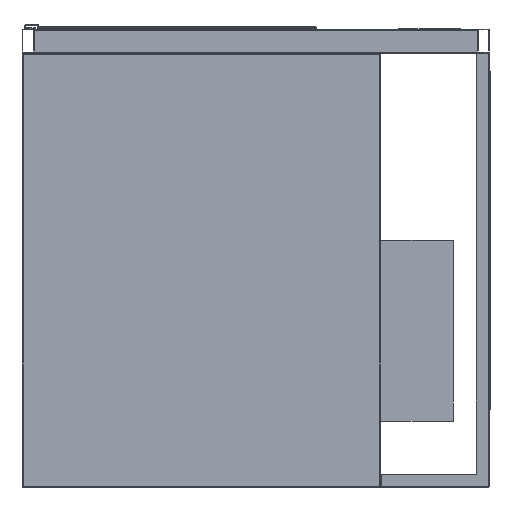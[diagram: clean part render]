
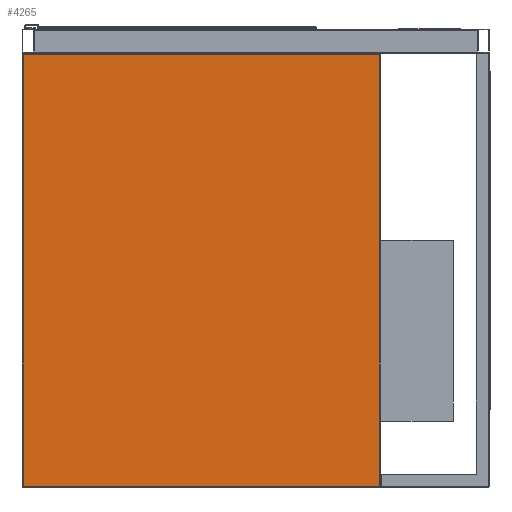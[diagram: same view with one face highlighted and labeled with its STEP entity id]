
A CAD part, front view. The second image highlights one B-rep face of the part: STEP entity #4265.
In plain terms, the highlighted planar face has unit normal (0, -1, 0).
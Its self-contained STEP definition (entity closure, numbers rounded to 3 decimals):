
#1237 = DIRECTION ( 'NONE',  ( -1., 0., 0. ) ) ;
#2188 = DIRECTION ( 'NONE',  ( 0., 0., -1. ) ) ;
#2384 = DIRECTION ( 'NONE',  ( 0., 0., 1. ) ) ;
#2539 = CARTESIAN_POINT ( 'NONE',  ( 295.5, -255., -760. ) ) ;
#2758 = ORIENTED_EDGE ( 'NONE', *, *, #13592, .T. ) ;
#2849 = AXIS2_PLACEMENT_3D ( 'NONE', #13107, #7419, #7265 ) ;
#2914 = CARTESIAN_POINT ( 'NONE',  ( 295.5, -255., -42. ) ) ;
#3403 = EDGE_LOOP ( 'NONE', ( #3732, #10967, #2758, #10433 ) ) ;
#3732 = ORIENTED_EDGE ( 'NONE', *, *, #7836, .T. ) ;
#3793 = DIRECTION ( 'NONE',  ( 1., 0., 0. ) ) ;
#4265 = ADVANCED_FACE ( 'Fl�che8', ( #8267 ), #6044, .T. ) ;
#6044 = PLANE ( 'NONE',  #2849 ) ;
#6331 = VERTEX_POINT ( 'NONE', #14071 ) ;
#7071 = LINE ( 'NONE', #11729, #13513 ) ;
#7240 = CARTESIAN_POINT ( 'NONE',  ( -297.5, -255., -758. ) ) ;
#7265 = DIRECTION ( 'NONE',  ( 0., 0., -1. ) ) ;
#7290 = CARTESIAN_POINT ( 'NONE',  ( 295.5, -255., -758. ) ) ;
#7419 = DIRECTION ( 'NONE',  ( 0., -1., 0. ) ) ;
#7822 = EDGE_CURVE ( 'NONE', #11075, #11323, #10599, .T. ) ;
#7836 = EDGE_CURVE ( 'NONE', #11323, #9086, #7071, .T. ) ;
#8267 = FACE_OUTER_BOUND ( 'NONE', #3403, .T. ) ;
#8377 = CARTESIAN_POINT ( 'NONE',  ( -295.5, -255., -42. ) ) ;
#9086 = VERTEX_POINT ( 'NONE', #8377 ) ;
#9829 = VECTOR ( 'NONE', #2188, 1000. ) ;
#10433 = ORIENTED_EDGE ( 'NONE', *, *, #7822, .T. ) ;
#10599 = LINE ( 'NONE', #2539, #11310 ) ;
#10967 = ORIENTED_EDGE ( 'NONE', *, *, #13427, .T. ) ;
#11075 = VERTEX_POINT ( 'NONE', #7290 ) ;
#11310 = VECTOR ( 'NONE', #2384, 1000. ) ;
#11323 = VERTEX_POINT ( 'NONE', #2914 ) ;
#11729 = CARTESIAN_POINT ( 'NONE',  ( -297.5, -255., -42. ) ) ;
#11834 = LINE ( 'NONE', #7240, #13000 ) ;
#12701 = CARTESIAN_POINT ( 'NONE',  ( -295.5, -255., -760. ) ) ;
#13000 = VECTOR ( 'NONE', #3793, 1000. ) ;
#13107 = CARTESIAN_POINT ( 'NONE',  ( -297.5, -255., -760. ) ) ;
#13427 = EDGE_CURVE ( 'NONE', #9086, #6331, #15156, .T. ) ;
#13513 = VECTOR ( 'NONE', #1237, 1000. ) ;
#13592 = EDGE_CURVE ( 'NONE', #6331, #11075, #11834, .T. ) ;
#14071 = CARTESIAN_POINT ( 'NONE',  ( -295.5, -255., -758. ) ) ;
#15156 = LINE ( 'NONE', #12701, #9829 ) ;
